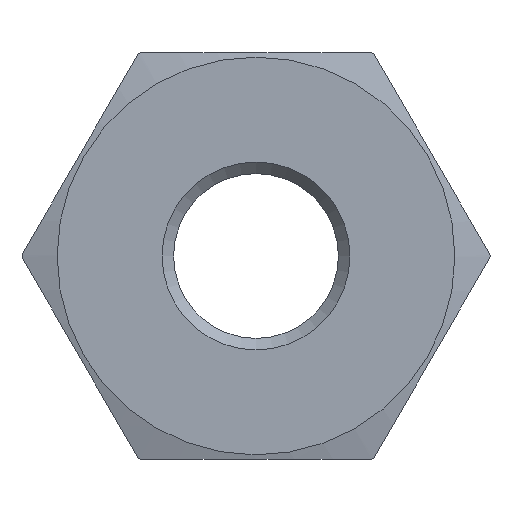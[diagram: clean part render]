
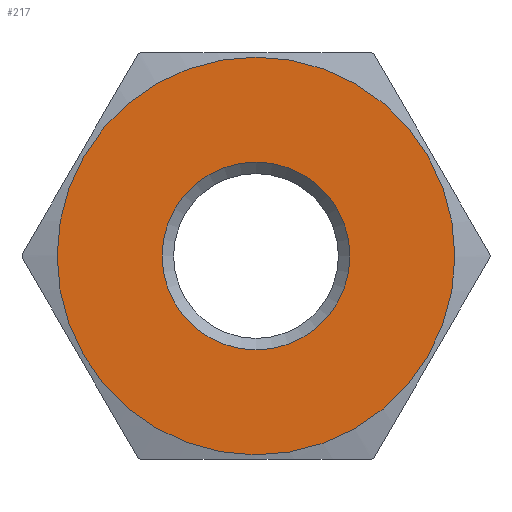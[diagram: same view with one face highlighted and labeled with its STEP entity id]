
A CAD part, left-side view. The second image highlights one B-rep face of the part: STEP entity #217.
In plain terms, the highlighted planar face has unit normal (-1, 0, 0).
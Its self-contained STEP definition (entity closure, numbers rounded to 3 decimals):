
#141=FACE_BOUND('',#288,.T.);
#142=FACE_BOUND('',#289,.T.);
#185=CIRCLE('',#595,22.5);
#186=CIRCLE('',#597,10.628);
#217=ADVANCED_FACE('',(#141,#142),#229,.F.);
#229=PLANE('',#598);
#288=EDGE_LOOP('',(#410));
#289=EDGE_LOOP('',(#411));
#410=ORIENTED_EDGE('',*,*,#512,.T.);
#411=ORIENTED_EDGE('',*,*,#511,.T.);
#456=VERTEX_POINT('',#916);
#457=VERTEX_POINT('',#919);
#511=EDGE_CURVE('',#456,#456,#185,.T.);
#512=EDGE_CURVE('',#457,#457,#186,.T.);
#595=AXIS2_PLACEMENT_3D('',#915,#728,#729);
#597=AXIS2_PLACEMENT_3D('',#918,#732,#733);
#598=AXIS2_PLACEMENT_3D('',#920,#734,#735);
#728=DIRECTION('',(-1.,0.,0.));
#729=DIRECTION('',(0.,0.,1.));
#732=DIRECTION('',(1.,0.,0.));
#733=DIRECTION('',(0.,0.,-1.));
#734=DIRECTION('',(1.,0.,0.));
#735=DIRECTION('',(0.,0.,-1.));
#915=CARTESIAN_POINT('',(0.,0.,0.));
#916=CARTESIAN_POINT('',(0.,0.,22.5));
#918=CARTESIAN_POINT('',(0.,0.,0.));
#919=CARTESIAN_POINT('',(0.,0.,-10.628));
#920=CARTESIAN_POINT('',(0.,0.,0.));
